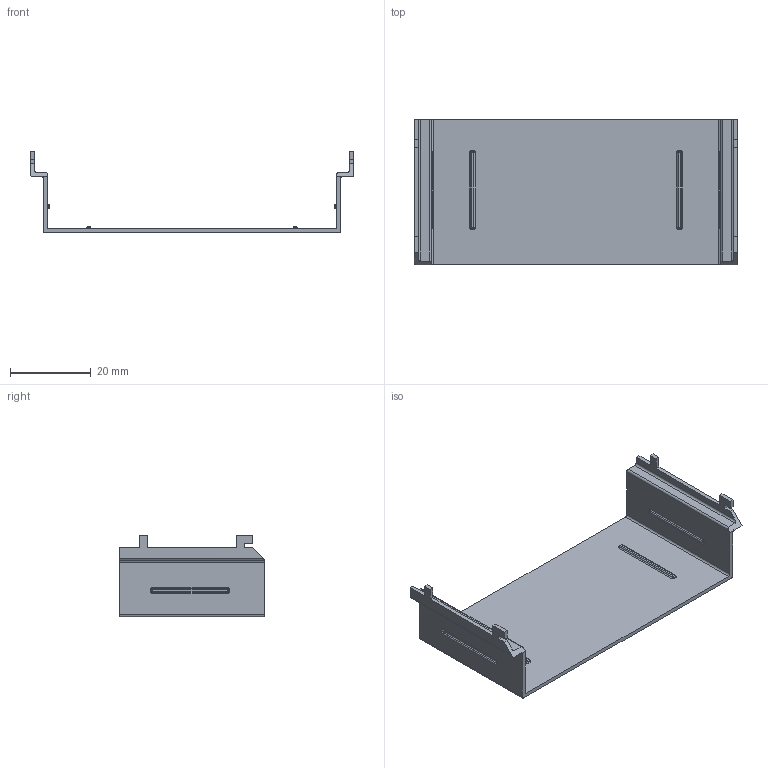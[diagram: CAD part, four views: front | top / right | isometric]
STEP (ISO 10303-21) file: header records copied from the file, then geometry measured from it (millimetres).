
FILE_DESCRIPTION(/* description */ (''),/* implementation_level */ '2;1');
FILE_NAME(/* name */ 'exp. port bracket.step',/* time_stamp */ '2019-01-17T13:36:16+01:00',/* author */ ('boelle'),/* organization */ (''),/* preprocessor_version */ 'ST-DEVELOPER v17.2',/* originating_system */ 'Autodesk Translation Framework v7.6.0.251',/* authorisation */ '');
FILE_SCHEMA (('AUTOMOTIVE_DESIGN { 1 0 10303 214 3 1 1 }'));
Length unit declared in the file: millimetre
Products named in the file (1): exp. port bracket
Bounding box: 80 x 36 x 20.25 mm (x, y, z)
Volume: 4071.1 mm3; surface area: 8477.9 mm2
Topology: 1 solids, 1 shells, 382 faces, 932 edges, 568 vertices
Faces by surface type: plane 110, cylinder 106, bspline 102, sphere 32, torus 32
Entity records: 12059 total; most frequent: CARTESIAN_POINT 3627, ORIENTED_EDGE 1864, DIRECTION 1532, EDGE_CURVE 932, VERTEX_POINT 568, AXIS2_PLACEMENT_3D 525, LINE 482, VECTOR 482
